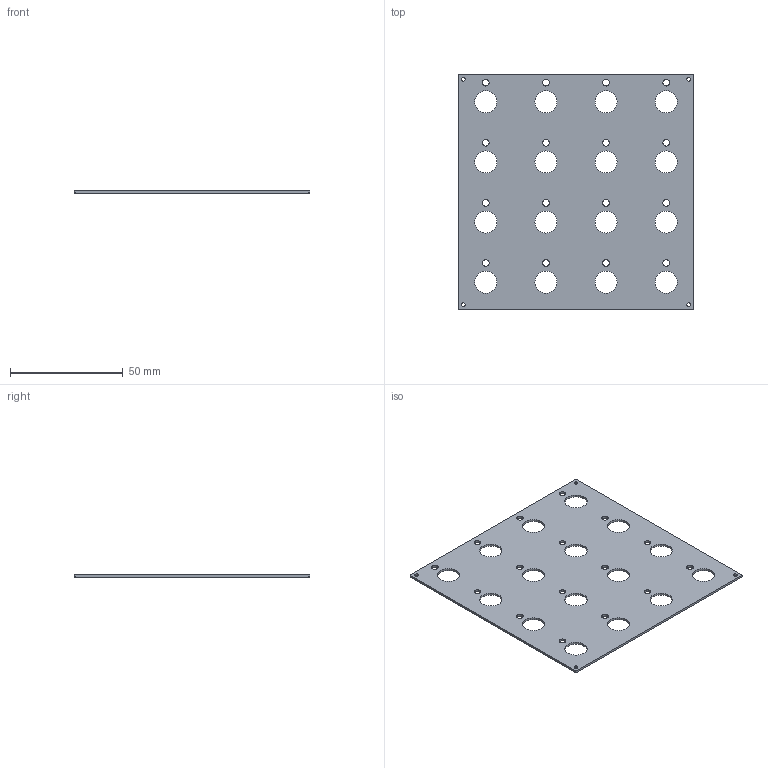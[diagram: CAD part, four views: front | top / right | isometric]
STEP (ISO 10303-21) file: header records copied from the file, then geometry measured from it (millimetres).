
FILE_DESCRIPTION(('KiCad electronic assembly'),'2;1');
FILE_NAME('FP-XX16-3D.step','2025-01-14T20:43:31',('Pcbnew'),('Kicad'), 'Open CASCADE STEP processor 7.6','KiCad to STEP converter','Unknown' );
FILE_SCHEMA(('AUTOMOTIVE_DESIGN { 1 0 10303 214 1 1 1 1 }'));
Length unit declared in the file: millimetre
Products named in the file (2): FP-XX16-3D 1; kibot_4x6z5oqb_PCB
Assembly tree (1 placements, depth 2):
  FP-XX16-3D 1
    kibot_4x6z5oqb_PCB
Bounding box: 104.35 x 104.35 x 1 mm (x, y, z)
Volume: 9559.2 mm3; surface area: 20200.6 mm2
Topology: 1 solids, 1 shells, 78 faces, 228 edges, 152 vertices
Faces by surface type: cylinder 72, plane 6
Full cylindrical faces by diameter (mm): 1.75 x4
Entity records: 2857 total; most frequent: DIRECTION 532, CARTESIAN_POINT 460, ORIENTED_EDGE 456, EDGE_CURVE 228, AXIS2_PLACEMENT_3D 224, VERTEX_POINT 152, FACE_BOUND 150, EDGE_LOOP 150
